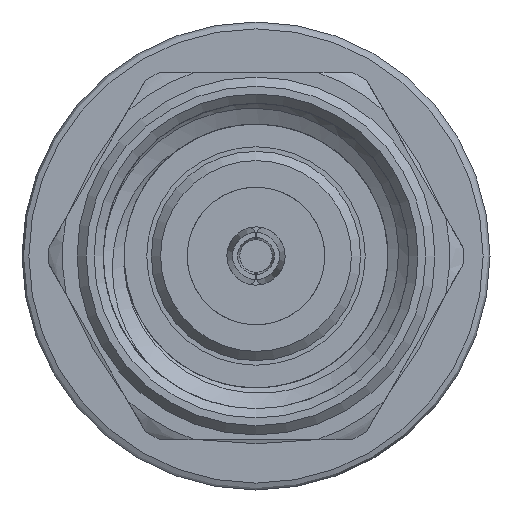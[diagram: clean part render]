
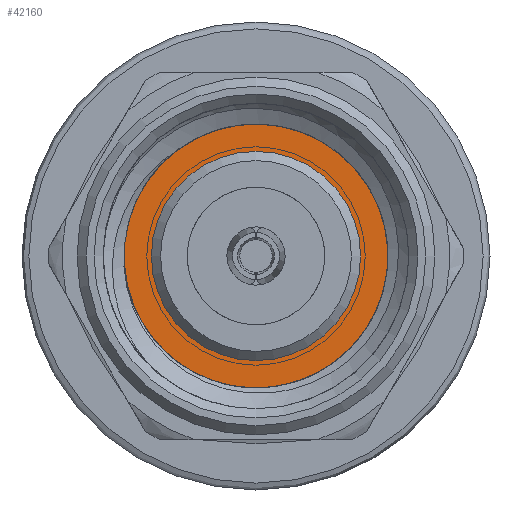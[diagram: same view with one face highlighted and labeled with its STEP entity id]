
A CAD part, front view. The second image highlights one B-rep face of the part: STEP entity #42160.
In plain terms, the highlighted planar face has unit normal (0, -1, 0).
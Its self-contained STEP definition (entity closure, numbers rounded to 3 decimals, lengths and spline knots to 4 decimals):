
#9111=PLANE('',#44409);
#16396=ORIENTED_EDGE('',*,*,#26013,.T.);
#16397=ORIENTED_EDGE('',*,*,#26015,.F.);
#26013=EDGE_CURVE('',#30873,#30873,#32647,.T.);
#26015=EDGE_CURVE('',#30875,#30875,#32649,.T.);
#30873=VERTEX_POINT('',#106205);
#30875=VERTEX_POINT('',#106210);
#32647=CIRCLE('',#44404,2.25);
#32649=CIRCLE('',#44407,3.);
#34738=EDGE_LOOP('',(#16396));
#34739=EDGE_LOOP('',(#16397));
#38141=FACE_BOUND('',#34738,.T.);
#38142=FACE_BOUND('',#34739,.T.);
#42160=ADVANCED_FACE('',(#38141,#38142),#9111,.F.);
#44404=AXIS2_PLACEMENT_3D('',#106204,#46350,#46351);
#44407=AXIS2_PLACEMENT_3D('',#106209,#46356,#46357);
#44409=AXIS2_PLACEMENT_3D('',#106212,#46360,#46361);
#46350=DIRECTION('',(0.,1.,0.));
#46351=DIRECTION('',(1.,0.,0.));
#46356=DIRECTION('',(0.,1.,0.));
#46357=DIRECTION('',(1.,0.,0.));
#46360=DIRECTION('',(0.,1.,0.));
#46361=DIRECTION('',(0.,0.,1.));
#106204=CARTESIAN_POINT('',(0.,0.,0.));
#106205=CARTESIAN_POINT('',(2.25,0.,0.));
#106209=CARTESIAN_POINT('',(0.,0.,0.));
#106210=CARTESIAN_POINT('',(3.,0.,0.));
#106212=CARTESIAN_POINT('',(0.,0.,0.));
